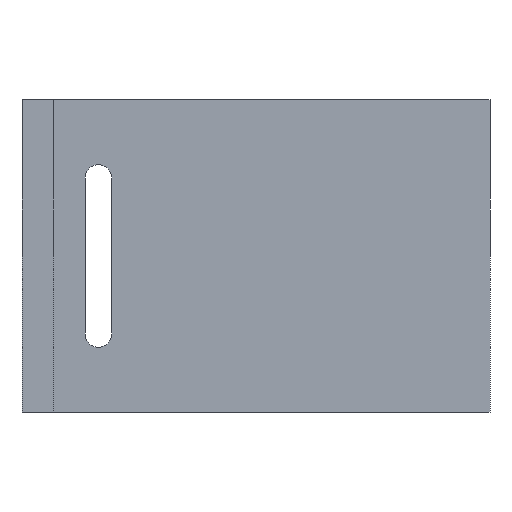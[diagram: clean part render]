
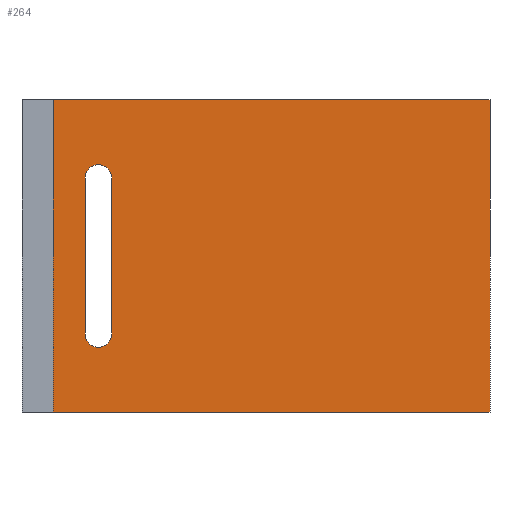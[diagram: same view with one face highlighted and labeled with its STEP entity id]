
A CAD part, front view. The second image highlights one B-rep face of the part: STEP entity #264.
In plain terms, the highlighted planar face has unit normal (0, -1, 0).
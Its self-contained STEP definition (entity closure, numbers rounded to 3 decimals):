
#22 = DIRECTION ( 'NONE',  ( 0., 0., 1. ) ) ;
#78 = DIRECTION ( 'NONE',  ( 1., 0., 0. ) ) ;
#79 = VECTOR ( 'NONE', #78, 1000. ) ;
#80 = LINE ( 'NONE', #87, #79 ) ;
#82 = CARTESIAN_POINT ( 'NONE',  ( 14.5, 22., 75. ) ) ;
#87 = CARTESIAN_POINT ( 'NONE',  ( -8., 22., 100. ) ) ;
#88 = DIRECTION ( 'NONE',  ( 0., 1., 0. ) ) ;
#93 = AXIS2_PLACEMENT_3D ( 'NONE', #82, #88, #22 ) ;
#97 = CIRCLE ( 'NONE', #93, 4.25 ) ;
#108 = CARTESIAN_POINT ( 'NONE',  ( 18.75, 22., 75. ) ) ;
#117 = VECTOR ( 'NONE', #146, 1000. ) ;
#120 = CARTESIAN_POINT ( 'NONE',  ( -8., 22., 100. ) ) ;
#121 = AXIS2_PLACEMENT_3D ( 'NONE', #120, #136, #135 ) ;
#129 = DIRECTION ( 'NONE',  ( 0., 0., 1. ) ) ;
#130 = DIRECTION ( 'NONE',  ( 0., 1., 0. ) ) ;
#131 = CARTESIAN_POINT ( 'NONE',  ( 14.5, 22., 75. ) ) ;
#132 = AXIS2_PLACEMENT_3D ( 'NONE', #131, #130, #129 ) ;
#133 = CARTESIAN_POINT ( 'NONE',  ( 140., 22., 100. ) ) ;
#135 = DIRECTION ( 'NONE',  ( 0., 0., 1. ) ) ;
#136 = DIRECTION ( 'NONE',  ( 0., 1., 0. ) ) ;
#137 = CARTESIAN_POINT ( 'NONE',  ( 10.25, 22., 25. ) ) ;
#138 = CIRCLE ( 'NONE', #132, 4.25 ) ;
#140 = CARTESIAN_POINT ( 'NONE',  ( 140., 22., 0. ) ) ;
#142 = LINE ( 'NONE', #162, #161 ) ;
#143 = PLANE ( 'NONE',  #121 ) ;
#144 = CARTESIAN_POINT ( 'NONE',  ( 10.25, 22., 75. ) ) ;
#146 = DIRECTION ( 'NONE',  ( 0., 0., -1. ) ) ;
#147 = LINE ( 'NONE', #163, #117 ) ;
#148 = CARTESIAN_POINT ( 'NONE',  ( 14.5, 22., 79.25 ) ) ;
#150 = FACE_OUTER_BOUND ( 'NONE', #320, .T. ) ;
#155 = CARTESIAN_POINT ( 'NONE',  ( -8., 22., 100. ) ) ;
#156 = FACE_BOUND ( 'NONE', #270, .T. ) ;
#159 = CARTESIAN_POINT ( 'NONE',  ( 18.75, 22., 25. ) ) ;
#160 = DIRECTION ( 'NONE',  ( 1., 0., 0. ) ) ;
#161 = VECTOR ( 'NONE', #160, 1000. ) ;
#162 = CARTESIAN_POINT ( 'NONE',  ( -8., 22., 0. ) ) ;
#163 = CARTESIAN_POINT ( 'NONE',  ( 140., 22., 100. ) ) ;
#175 = DIRECTION ( 'NONE',  ( 0., 1., 0. ) ) ;
#184 = DIRECTION ( 'NONE',  ( 0., 0., 1. ) ) ;
#186 = CARTESIAN_POINT ( 'NONE',  ( 14.5, 22., 25. ) ) ;
#188 = CIRCLE ( 'NONE', #189, 4.25 ) ;
#189 = AXIS2_PLACEMENT_3D ( 'NONE', #186, #175, #202 ) ;
#192 = CARTESIAN_POINT ( 'NONE',  ( 10.25, 22., 100. ) ) ;
#196 = VECTOR ( 'NONE', #184, 1000. ) ;
#197 = LINE ( 'NONE', #192, #196 ) ;
#202 = DIRECTION ( 'NONE',  ( 0., 0., 1. ) ) ;
#211 = DIRECTION ( 'NONE',  ( 0., 0., -1. ) ) ;
#212 = VECTOR ( 'NONE', #211, 1000. ) ;
#213 = CARTESIAN_POINT ( 'NONE',  ( -8., 22., 100. ) ) ;
#214 = LINE ( 'NONE', #213, #212 ) ;
#215 = DIRECTION ( 'NONE',  ( 0., 0., -1. ) ) ;
#216 = VECTOR ( 'NONE', #215, 1000. ) ;
#217 = CARTESIAN_POINT ( 'NONE',  ( 18.75, 22., 100. ) ) ;
#218 = LINE ( 'NONE', #217, #216 ) ;
#219 = CARTESIAN_POINT ( 'NONE',  ( -8., 22., 0. ) ) ;
#250 = EDGE_CURVE ( 'NONE', #317, #271, #142, .T. ) ;
#251 = VERTEX_POINT ( 'NONE', #159 ) ;
#252 = ORIENTED_EDGE ( 'NONE', *, *, #325, .T. ) ;
#254 = EDGE_CURVE ( 'NONE', #266, #271, #147, .T. ) ;
#255 = ORIENTED_EDGE ( 'NONE', *, *, #300, .T. ) ;
#256 = VERTEX_POINT ( 'NONE', #144 ) ;
#261 = VERTEX_POINT ( 'NONE', #155 ) ;
#263 = ORIENTED_EDGE ( 'NONE', *, *, #315, .T. ) ;
#264 = ADVANCED_FACE ( 'NONE', ( #156, #150 ), #143, .F. ) ;
#265 = EDGE_CURVE ( 'NONE', #256, #290, #138, .T. ) ;
#266 = VERTEX_POINT ( 'NONE', #133 ) ;
#270 = EDGE_LOOP ( 'NONE', ( #326, #272, #252, #321, #255 ) ) ;
#271 = VERTEX_POINT ( 'NONE', #140 ) ;
#272 = ORIENTED_EDGE ( 'NONE', *, *, #322, .T. ) ;
#275 = VERTEX_POINT ( 'NONE', #137 ) ;
#276 = ORIENTED_EDGE ( 'NONE', *, *, #254, .F. ) ;
#280 = ORIENTED_EDGE ( 'NONE', *, *, #281, .F. ) ;
#281 = EDGE_CURVE ( 'NONE', #261, #266, #80, .T. ) ;
#288 = VERTEX_POINT ( 'NONE', #108 ) ;
#290 = VERTEX_POINT ( 'NONE', #148 ) ;
#300 = EDGE_CURVE ( 'NONE', #290, #288, #97, .T. ) ;
#313 = ORIENTED_EDGE ( 'NONE', *, *, #250, .T. ) ;
#314 = EDGE_CURVE ( 'NONE', #288, #251, #218, .T. ) ;
#315 = EDGE_CURVE ( 'NONE', #261, #317, #214, .T. ) ;
#317 = VERTEX_POINT ( 'NONE', #219 ) ;
#320 = EDGE_LOOP ( 'NONE', ( #313, #276, #280, #263 ) ) ;
#321 = ORIENTED_EDGE ( 'NONE', *, *, #265, .T. ) ;
#322 = EDGE_CURVE ( 'NONE', #251, #275, #188, .T. ) ;
#325 = EDGE_CURVE ( 'NONE', #275, #256, #197, .T. ) ;
#326 = ORIENTED_EDGE ( 'NONE', *, *, #314, .T. ) ;
